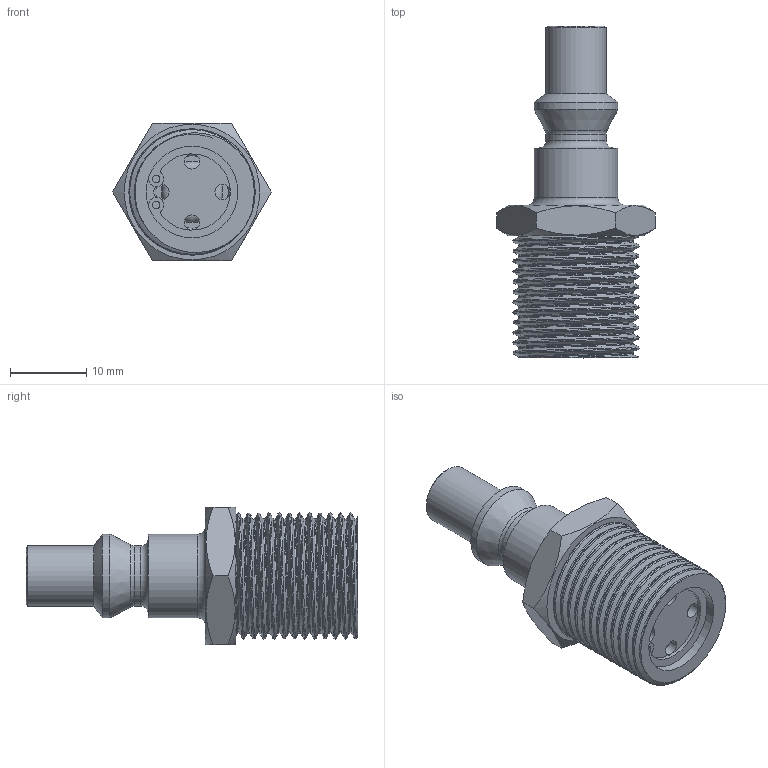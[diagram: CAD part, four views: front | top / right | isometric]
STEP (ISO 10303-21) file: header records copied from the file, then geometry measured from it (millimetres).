
FILE_DESCRIPTION(('FreeCAD Model'),'2;1');
FILE_NAME('Open CASCADE Shape Model','2025-05-05T07:15:58',('FreeCAD'),( 'FreeCAD'),'Open CASCADE STEP processor 7.6','FreeCAD','Unknown');
FILE_SCHEMA(('AUTOMOTIVE_DESIGN { 1 0 10303 214 1 1 1 1 }'));
Length unit declared in the file: millimetre
Products named in the file (1): Open CASCADE STEP translator 7.6 1
Bounding box: 20.78 x 43.5 x 18 mm (x, y, z)
Volume: 4309.4 mm3; surface area: 6087.1 mm2
Topology: 6 solids, 6 shells, 134 faces, 357 edges, 233 vertices
Faces by surface type: cylinder 61, plane 45, cone 11, bspline 9, torus 8
Full cylindrical faces by diameter (mm): 1 x2, 2 x8, 4 x2, 5 x1, 6.5 x1, 7.9 x2, 11 x2, 11.5 x1, 12 x3, 13 x1, 14.95 x11
Entity records: 11282 total; most frequent: CARTESIAN_POINT 8008, ORIENTED_EDGE 714, DIRECTION 646, EDGE_CURVE 357, AXIS2_PLACEMENT_3D 266, VERTEX_POINT 233, FACE_BOUND 160, EDGE_LOOP 160
